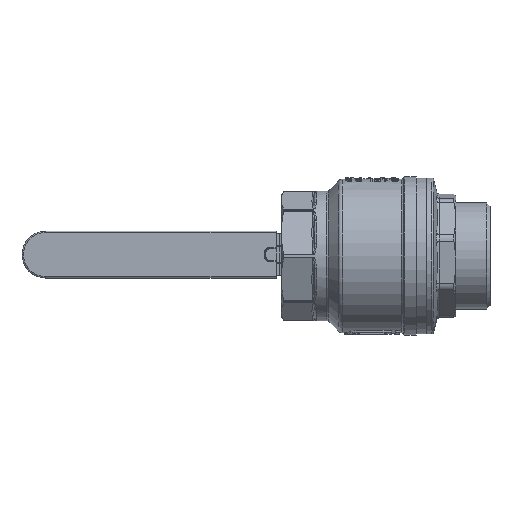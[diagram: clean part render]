
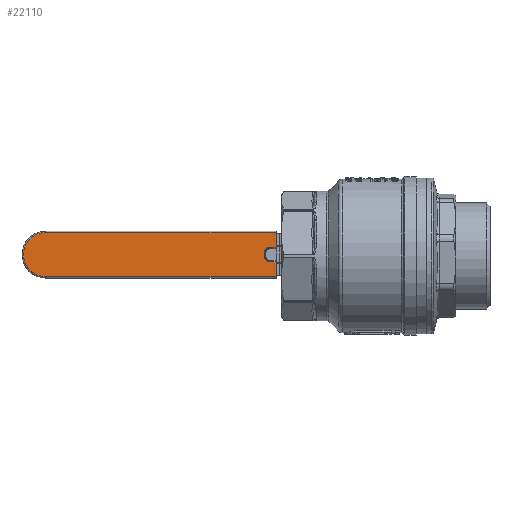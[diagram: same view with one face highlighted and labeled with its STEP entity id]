
A CAD part, front view. The second image highlights one B-rep face of the part: STEP entity #22110.
In plain terms, the highlighted planar face has unit normal (0, -1, 0).
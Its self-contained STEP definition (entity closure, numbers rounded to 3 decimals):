
#13 = CIRCLE ( 'NONE', #25, 3.45 ) ;
#15 = VECTOR ( 'NONE', #1837, 1000. ) ;
#16 = VECTOR ( 'NONE', #1841, 1000. ) ;
#21 = CIRCLE ( 'NONE', #45, 3.45 ) ;
#25 = AXIS2_PLACEMENT_3D ( 'NONE', #1788, #1789, #1790 ) ;
#37 = VECTOR ( 'NONE', #1839, 1000. ) ;
#45 = AXIS2_PLACEMENT_3D ( 'NONE', #1810, #1811, #1812 ) ;
#64 = VECTOR ( 'NONE', #1843, 1000. ) ;
#67 = VECTOR ( 'NONE', #1820, 1000. ) ;
#70 = VECTOR ( 'NONE', #1801, 1000. ) ;
#750 = CARTESIAN_POINT ( 'NONE',  ( -70., 90.16, 16.5 ) ) ;
#778 = CARTESIAN_POINT ( 'NONE',  ( -78.25, 90.16, -0.5 ) ) ;
#861 = CARTESIAN_POINT ( 'NONE',  ( -232.5, 90.16, -14.5 ) ) ;
#877 = CARTESIAN_POINT ( 'NONE',  ( -232.5, 90.16, 16.5 ) ) ;
#912 = CARTESIAN_POINT ( 'NONE',  ( -248., 90.16, 1. ) ) ;
#1788 = CARTESIAN_POINT ( 'NONE',  ( -74.8, 90.16, -0.5 ) ) ;
#1789 = DIRECTION ( 'NONE',  ( 0., 1., 0. ) ) ;
#1790 = DIRECTION ( 'NONE',  ( 1., 0., 0. ) ) ;
#1800 = CARTESIAN_POINT ( 'NONE',  ( -70., 90.16, 5.95 ) ) ;
#1801 = DIRECTION ( 'NONE',  ( 1., 0., 0. ) ) ;
#1810 = CARTESIAN_POINT ( 'NONE',  ( -74.8, 90.16, 2.5 ) ) ;
#1811 = DIRECTION ( 'NONE',  ( 0., 1., 0. ) ) ;
#1812 = DIRECTION ( 'NONE',  ( 1., 0., 0. ) ) ;
#1819 = CARTESIAN_POINT ( 'NONE',  ( -78.25, 90.16, -15.5 ) ) ;
#1820 = DIRECTION ( 'NONE',  ( 0., 0., 1. ) ) ;
#1836 = CARTESIAN_POINT ( 'NONE',  ( -70., 90.16, -3.95 ) ) ;
#1837 = DIRECTION ( 'NONE',  ( -1., 0., 0. ) ) ;
#1838 = CARTESIAN_POINT ( 'NONE',  ( -70., 90.16, -15.5 ) ) ;
#1839 = DIRECTION ( 'NONE',  ( 0., 0., 1. ) ) ;
#1840 = CARTESIAN_POINT ( 'NONE',  ( -70., 90.16, -15.5 ) ) ;
#1841 = DIRECTION ( 'NONE',  ( 0., 0., 1. ) ) ;
#1842 = CARTESIAN_POINT ( 'NONE',  ( -70., 90.16, -14.5 ) ) ;
#1843 = DIRECTION ( 'NONE',  ( 1., 0., 0. ) ) ;
#3343 = PLANE ( 'NONE',  #30342 ) ;
#3344 = CARTESIAN_POINT ( 'NONE',  ( -70., 90.16, -15.5 ) ) ;
#3345 = DIRECTION ( 'NONE',  ( 0., 1., 0. ) ) ;
#3346 = DIRECTION ( 'NONE',  ( 1., 0., 0. ) ) ;
#5195 = EDGE_CURVE ( 'NONE', #16016, #15922, #6841, .T. ) ;
#5196 = EDGE_CURVE ( 'NONE', #15700, #15956, #18074, .T. ) ;
#5215 = EDGE_CURVE ( 'NONE', #15956, #16016, #6923, .T. ) ;
#6735 = VECTOR ( 'NONE', #18830, 1000. ) ;
#6813 = AXIS2_PLACEMENT_3D ( 'NONE', #18826, #18827, #18828 ) ;
#6841 = CIRCLE ( 'NONE', #6813, 15.5 ) ;
#6916 = AXIS2_PLACEMENT_3D ( 'NONE', #18878, #18879, #18880 ) ;
#6923 = CIRCLE ( 'NONE', #6916, 15.5 ) ;
#15195 = VERTEX_POINT ( 'NONE', #29346 ) ;
#15205 = VERTEX_POINT ( 'NONE', #29353 ) ;
#15337 = VERTEX_POINT ( 'NONE', #29424 ) ;
#15354 = VERTEX_POINT ( 'NONE', #29437 ) ;
#15404 = VERTEX_POINT ( 'NONE', #29477 ) ;
#15422 = VERTEX_POINT ( 'NONE', #29487 ) ;
#15700 = VERTEX_POINT ( 'NONE', #750 ) ;
#15761 = VERTEX_POINT ( 'NONE', #778 ) ;
#15922 = VERTEX_POINT ( 'NONE', #861 ) ;
#15956 = VERTEX_POINT ( 'NONE', #877 ) ;
#16016 = VERTEX_POINT ( 'NONE', #912 ) ;
#18074 = LINE ( 'NONE', #18829, #6735 ) ;
#18826 = CARTESIAN_POINT ( 'NONE',  ( -232.5, 90.16, 1. ) ) ;
#18827 = DIRECTION ( 'NONE',  ( 0., -1., 0. ) ) ;
#18828 = DIRECTION ( 'NONE',  ( 1., 0., 0. ) ) ;
#18829 = CARTESIAN_POINT ( 'NONE',  ( -70., 90.16, 16.5 ) ) ;
#18830 = DIRECTION ( 'NONE',  ( -1., 0., 0. ) ) ;
#18878 = CARTESIAN_POINT ( 'NONE',  ( -232.5, 90.16, 1. ) ) ;
#18879 = DIRECTION ( 'NONE',  ( 0., -1., 0. ) ) ;
#18880 = DIRECTION ( 'NONE',  ( 1., 0., 0. ) ) ;
#19498 = EDGE_CURVE ( 'NONE', #15195, #15761, #13, .T. ) ;
#19502 = EDGE_CURVE ( 'NONE', #15205, #15337, #27302, .T. ) ;
#19506 = EDGE_CURVE ( 'NONE', #15354, #15205, #21, .T. ) ;
#19509 = EDGE_CURVE ( 'NONE', #15761, #15354, #27304, .T. ) ;
#19517 = EDGE_CURVE ( 'NONE', #15404, #15195, #27311, .T. ) ;
#19518 = EDGE_CURVE ( 'NONE', #15422, #15404, #27312, .T. ) ;
#19519 = EDGE_CURVE ( 'NONE', #15337, #15700, #27313, .T. ) ;
#19520 = EDGE_CURVE ( 'NONE', #15922, #15422, #27314, .T. ) ;
#22110 = ADVANCED_FACE ( 'NONE', ( #27650 ), #3343, .F. ) ;
#27302 = LINE ( 'NONE', #1800, #70 ) ;
#27304 = LINE ( 'NONE', #1819, #67 ) ;
#27311 = LINE ( 'NONE', #1836, #15 ) ;
#27312 = LINE ( 'NONE', #1838, #37 ) ;
#27313 = LINE ( 'NONE', #1840, #16 ) ;
#27314 = LINE ( 'NONE', #1842, #64 ) ;
#27650 = FACE_OUTER_BOUND ( 'NONE', #30557, .T. ) ;
#29346 = CARTESIAN_POINT ( 'NONE',  ( -74.8, 90.16, -3.95 ) ) ;
#29353 = CARTESIAN_POINT ( 'NONE',  ( -74.8, 90.16, 5.95 ) ) ;
#29424 = CARTESIAN_POINT ( 'NONE',  ( -70., 90.16, 5.95 ) ) ;
#29437 = CARTESIAN_POINT ( 'NONE',  ( -78.25, 90.16, 2.5 ) ) ;
#29477 = CARTESIAN_POINT ( 'NONE',  ( -70., 90.16, -3.95 ) ) ;
#29487 = CARTESIAN_POINT ( 'NONE',  ( -70., 90.16, -14.5 ) ) ;
#30342 = AXIS2_PLACEMENT_3D ( 'NONE', #3344, #3345, #3346 ) ;
#30504 = ORIENTED_EDGE ( 'NONE', *, *, #19509, .T. ) ;
#30538 = ORIENTED_EDGE ( 'NONE', *, *, #19498, .T. ) ;
#30547 = ORIENTED_EDGE ( 'NONE', *, *, #19520, .T. ) ;
#30548 = ORIENTED_EDGE ( 'NONE', *, *, #5215, .T. ) ;
#30550 = ORIENTED_EDGE ( 'NONE', *, *, #19517, .T. ) ;
#30551 = ORIENTED_EDGE ( 'NONE', *, *, #5196, .T. ) ;
#30557 = EDGE_LOOP ( 'NONE', ( #30580, #30550, #30538, #30504, #30579, #30573, #30567, #30551, #30548, #30562, #30547 ) ) ;
#30562 = ORIENTED_EDGE ( 'NONE', *, *, #5195, .T. ) ;
#30567 = ORIENTED_EDGE ( 'NONE', *, *, #19519, .T. ) ;
#30573 = ORIENTED_EDGE ( 'NONE', *, *, #19502, .T. ) ;
#30579 = ORIENTED_EDGE ( 'NONE', *, *, #19506, .T. ) ;
#30580 = ORIENTED_EDGE ( 'NONE', *, *, #19518, .T. ) ;
